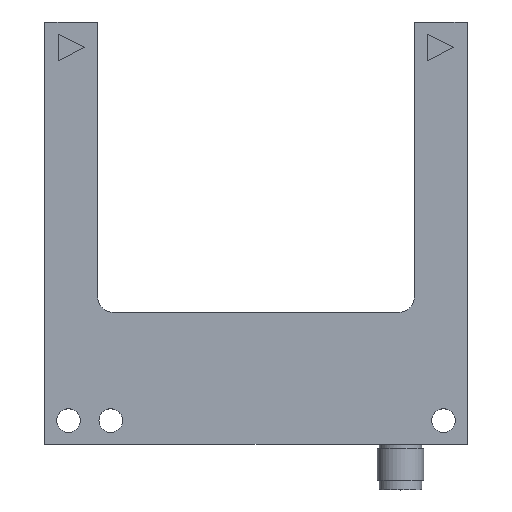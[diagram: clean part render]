
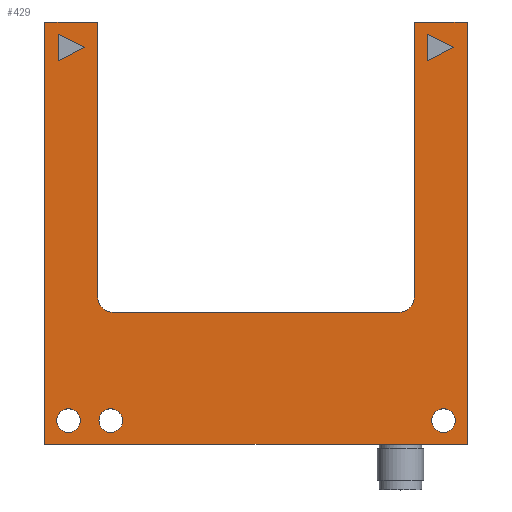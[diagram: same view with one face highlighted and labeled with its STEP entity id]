
A CAD part, top view. The second image highlights one B-rep face of the part: STEP entity #429.
In plain terms, the highlighted planar face has unit normal (0, 0, 1).
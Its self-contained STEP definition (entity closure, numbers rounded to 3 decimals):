
#187=EDGE_CURVE('',#516,#397,#517,.T.);
#199=EDGE_CURVE('',#537,#203,#538,.T.);
#203=VERTEX_POINT('',#546);
#207=EDGE_CURVE('',#397,#516,#551,.T.);
#209=VERTEX_POINT('',#553);
#213=VERTEX_POINT('',#558);
#235=VERTEX_POINT('',#585);
#245=VERTEX_POINT('',#599);
#247=VERTEX_POINT('',#601);
#261=EDGE_CURVE('',#247,#209,#619,.T.);
#263=EDGE_CURVE('',#621,#375,#622,.T.);
#281=EDGE_CURVE('',#235,#647,#648,.T.);
#291=EDGE_CURVE('',#395,#321,#661,.T.);
#293=EDGE_CURVE('',#481,#213,#663,.T.);
#297=EDGE_CURVE('',#647,#349,#668,.T.);
#309=EDGE_CURVE('',#245,#681,#682,.T.);
#321=VERTEX_POINT('',#701);
#325=EDGE_CURVE('',#213,#235,#706,.T.);
#327=EDGE_CURVE('',#203,#537,#708,.T.);
#329=EDGE_CURVE('',#349,#245,#710,.T.);
#331=EDGE_CURVE('',#321,#247,#712,.T.);
#349=VERTEX_POINT('',#734);
#367=EDGE_CURVE('',#375,#621,#754,.T.);
#375=VERTEX_POINT('',#765);
#395=VERTEX_POINT('',#791);
#397=VERTEX_POINT('',#793);
#401=EDGE_CURVE('',#423,#481,#798,.T.);
#423=VERTEX_POINT('',#824);
#429=ADVANCED_FACE('',(#832,#833,#834,#835,#836,#837),#838,.T.);
#439=EDGE_CURVE('',#681,#395,#849,.T.);
#449=EDGE_CURVE('',#209,#423,#862,.T.);
#481=VERTEX_POINT('',#898);
#516=VERTEX_POINT('',#927);
#517=CIRCLE('',#928,2.25);
#537=VERTEX_POINT('',#949);
#538=CIRCLE('',#950,2.25);
#546=CARTESIAN_POINT('',(-29.75,-31.188,5.));
#551=CIRCLE('',#964,2.25);
#553=CARTESIAN_POINT('',(40.0,-35.688,5.));
#558=CARTESIAN_POINT('',(-30.0,44.312,5.0));
#585=CARTESIAN_POINT('',(-30.0,-7.688,5.));
#599=CARTESIAN_POINT('',(27.0,-10.688,5.));
#601=CARTESIAN_POINT('',(40.0,44.312,5.0));
#619=LINE('',#1046,#1047);
#621=VERTEX_POINT('',#1050);
#622=CIRCLE('',#1051,2.25);
#647=VERTEX_POINT('',#1080);
#648=CIRCLE('',#1081,3.0);
#661=LINE('',#1098,#1099);
#663=LINE('',#1102,#1103);
#668=CIRCLE('',#1109,3.0);
#681=VERTEX_POINT('',#1126);
#682=CIRCLE('',#1127,3.0);
#701=CARTESIAN_POINT('',(30.0,44.312,5.0));
#706=LINE('',#1152,#1153);
#708=CIRCLE('',#1156,2.25);
#710=LINE('',#1159,#1160);
#712=LINE('',#1163,#1164);
#734=CARTESIAN_POINT('',(-27.0,-10.688,5.));
#754=CIRCLE('',#1215,2.25);
#765=CARTESIAN_POINT('',(-37.75,-31.188,5.));
#791=CARTESIAN_POINT('',(30.0,-7.688,5.));
#793=CARTESIAN_POINT('',(33.25,-31.188,5.));
#798=LINE('',#1264,#1265);
#824=CARTESIAN_POINT('',(-40.0,-35.688,5.));
#832=FACE_BOUND('',#1309,.T.);
#833=FACE_BOUND('',#1310,.T.);
#834=FACE_OUTER_BOUND('',#1311,.T.);
#835=FACE_BOUND('',#1312,.T.);
#836=FACE_BOUND('',#1313,.T.);
#837=FACE_BOUND('',#1314,.T.);
#838=PLANE('',#1315);
#849=CIRCLE('',#1329,3.0);
#862=LINE('',#1345,#1346);
#898=CARTESIAN_POINT('',(-40.0,44.312,5.0));
#927=CARTESIAN_POINT('',(37.75,-31.188,5.));
#928=AXIS2_PLACEMENT_3D('',#1420,#1421,#1422);
#949=CARTESIAN_POINT('',(-25.25,-31.188,5.));
#950=AXIS2_PLACEMENT_3D('',#1471,#1472,#1473);
#964=AXIS2_PLACEMENT_3D('',#1504,#1505,#1506);
#1046=CARTESIAN_POINT('',(40.0,44.312,5.0));
#1047=VECTOR('',#1601,1.0);
#1050=CARTESIAN_POINT('',(-33.25,-31.188,5.));
#1051=AXIS2_PLACEMENT_3D('',#1602,#1603,#1604);
#1080=CARTESIAN_POINT('',(-29.121,-9.809,5.));
#1081=AXIS2_PLACEMENT_3D('',#1656,#1657,#1658);
#1098=CARTESIAN_POINT('',(30.0,-7.688,5.));
#1099=VECTOR('',#1676,1.0);
#1102=CARTESIAN_POINT('',(-40.0,44.312,5.0));
#1103=VECTOR('',#1677,1.0);
#1109=AXIS2_PLACEMENT_3D('',#1686,#1687,#1688);
#1126=CARTESIAN_POINT('',(29.121,-9.809,5.));
#1127=AXIS2_PLACEMENT_3D('',#1693,#1694,#1695);
#1152=CARTESIAN_POINT('',(-30.0,44.312,5.0));
#1153=VECTOR('',#1741,1.0);
#1156=AXIS2_PLACEMENT_3D('',#1742,#1743,#1744);
#1159=CARTESIAN_POINT('',(-27.0,-10.688,5.));
#1160=VECTOR('',#1745,1.0);
#1163=CARTESIAN_POINT('',(30.0,44.312,5.0));
#1164=VECTOR('',#1746,1.0);
#1215=AXIS2_PLACEMENT_3D('',#1798,#1799,#1800);
#1264=CARTESIAN_POINT('',(-40.0,-35.688,5.));
#1265=VECTOR('',#1866,1.0);
#1309=EDGE_LOOP('',(#1924,#1925,#1926));
#1310=EDGE_LOOP('',(#1927,#1928,#1929));
#1311=EDGE_LOOP('',(#1930,#1931,#1932,#1933,#1934,#1935,#1936,#1937,#1938,#1939,#1940,#1941));
#1312=EDGE_LOOP('',(#1942,#1943));
#1313=EDGE_LOOP('',(#1944,#1945));
#1314=EDGE_LOOP('',(#1946,#1947));
#1315=AXIS2_PLACEMENT_3D('',#1948,#1949,#1950);
#1329=AXIS2_PLACEMENT_3D('',#1958,#1959,#1960);
#1345=CARTESIAN_POINT('',(40.0,-35.688,5.));
#1346=VECTOR('',#1977,1.0);
#1420=CARTESIAN_POINT('',(35.5,-31.188,5.));
#1421=DIRECTION('',(0.0,0.0,-1.0));
#1422=DIRECTION('',(1.0,0.0,0.0));
#1471=CARTESIAN_POINT('',(-27.5,-31.188,5.));
#1472=DIRECTION('',(0.0,0.0,-1.0));
#1473=DIRECTION('',(1.0,0.0,0.0));
#1504=CARTESIAN_POINT('',(35.5,-31.188,5.));
#1505=DIRECTION('',(0.0,0.0,-1.0));
#1506=DIRECTION('',(1.0,0.0,0.0));
#1601=DIRECTION('',(0.0,-1.0,0.0));
#1602=CARTESIAN_POINT('',(-35.5,-31.188,5.));
#1603=DIRECTION('',(0.0,0.0,-1.0));
#1604=DIRECTION('',(1.0,0.0,0.0));
#1656=CARTESIAN_POINT('',(-27.0,-7.688,5.));
#1657=DIRECTION('',(0.,0.0,1.0));
#1658=DIRECTION('',(-0.707,-0.707,0.));
#1676=DIRECTION('',(0.0,1.0,0.0));
#1677=DIRECTION('',(1.0,0.0,0.0));
#1686=CARTESIAN_POINT('',(-27.0,-7.688,5.));
#1687=DIRECTION('',(0.,0.0,1.0));
#1688=DIRECTION('',(-0.707,-0.707,0.));
#1693=CARTESIAN_POINT('',(27.0,-7.688,5.));
#1694=DIRECTION('',(0.,0.0,1.0));
#1695=DIRECTION('',(0.707,-0.707,0.));
#1741=DIRECTION('',(0.0,-1.0,0.0));
#1742=CARTESIAN_POINT('',(-27.5,-31.188,5.));
#1743=DIRECTION('',(0.0,0.0,-1.0));
#1744=DIRECTION('',(1.0,0.0,0.0));
#1745=DIRECTION('',(1.0,0.0,0.0));
#1746=DIRECTION('',(1.0,0.0,0.0));
#1798=CARTESIAN_POINT('',(-35.5,-31.188,5.));
#1799=DIRECTION('',(0.0,0.0,-1.0));
#1800=DIRECTION('',(1.0,0.0,0.0));
#1866=DIRECTION('',(0.0,1.0,0.0));
#1924=ORIENTED_EDGE('',*,*,#2112,.T.);
#1925=ORIENTED_EDGE('',*,*,#2064,.T.);
#1926=ORIENTED_EDGE('',*,*,#2049,.T.);
#1927=ORIENTED_EDGE('',*,*,#2138,.T.);
#1928=ORIENTED_EDGE('',*,*,#2131,.T.);
#1929=ORIENTED_EDGE('',*,*,#2091,.T.);
#1930=ORIENTED_EDGE('',*,*,#401,.F.);
#1931=ORIENTED_EDGE('',*,*,#449,.F.);
#1932=ORIENTED_EDGE('',*,*,#261,.F.);
#1933=ORIENTED_EDGE('',*,*,#331,.F.);
#1934=ORIENTED_EDGE('',*,*,#291,.F.);
#1935=ORIENTED_EDGE('',*,*,#439,.F.);
#1936=ORIENTED_EDGE('',*,*,#309,.F.);
#1937=ORIENTED_EDGE('',*,*,#329,.F.);
#1938=ORIENTED_EDGE('',*,*,#297,.F.);
#1939=ORIENTED_EDGE('',*,*,#281,.F.);
#1940=ORIENTED_EDGE('',*,*,#325,.F.);
#1941=ORIENTED_EDGE('',*,*,#293,.F.);
#1942=ORIENTED_EDGE('',*,*,#207,.T.);
#1943=ORIENTED_EDGE('',*,*,#187,.T.);
#1944=ORIENTED_EDGE('',*,*,#327,.T.);
#1945=ORIENTED_EDGE('',*,*,#199,.T.);
#1946=ORIENTED_EDGE('',*,*,#367,.T.);
#1947=ORIENTED_EDGE('',*,*,#263,.T.);
#1948=CARTESIAN_POINT('',(0.0,-0.097,5.));
#1949=DIRECTION('',(0.0,0.0,1.0));
#1950=DIRECTION('',(1.0,0.0,0.0));
#1958=CARTESIAN_POINT('',(27.0,-7.688,5.));
#1959=DIRECTION('',(0.,0.0,1.0));
#1960=DIRECTION('',(0.707,-0.707,0.));
#1977=DIRECTION('',(-1.0,0.0,0.0));
#2049=EDGE_CURVE('',#2186,#2187,#2188,.T.);
#2064=EDGE_CURVE('',#2207,#2186,#2208,.T.);
#2091=EDGE_CURVE('',#2237,#2238,#2239,.T.);
#2112=EDGE_CURVE('',#2187,#2207,#2272,.T.);
#2131=EDGE_CURVE('',#2291,#2237,#2292,.T.);
#2138=EDGE_CURVE('',#2238,#2291,#2300,.T.);
#2186=VERTEX_POINT('',#2354);
#2187=VERTEX_POINT('',#2355);
#2188=LINE('',#2356,#2357);
#2207=VERTEX_POINT('',#2383);
#2208=LINE('',#2384,#2385);
#2237=VERTEX_POINT('',#2423);
#2238=VERTEX_POINT('',#2424);
#2239=LINE('',#2425,#2426);
#2272=LINE('',#2464,#2465);
#2291=VERTEX_POINT('',#2488);
#2292=LINE('',#2489,#2490);
#2300=LINE('',#2500,#2501);
#2354=CARTESIAN_POINT('',(32.5,37.0,5.0));
#2355=CARTESIAN_POINT('',(32.5,42.0,5.0));
#2356=CARTESIAN_POINT('',(32.5,18.451,5.));
#2357=VECTOR('',#2552,1.0);
#2383=CARTESIAN_POINT('',(37.5,39.5,5.0));
#2384=CARTESIAN_POINT('',(14.581,28.04,5.));
#2385=VECTOR('',#2563,1.0);
#2423=CARTESIAN_POINT('',(-37.5,37.0,5.0));
#2424=CARTESIAN_POINT('',(-37.5,42.0,5.0));
#2425=CARTESIAN_POINT('',(-37.5,18.451,5.));
#2426=VECTOR('',#2579,1.0);
#2464=CARTESIAN_POINT('',(27.919,44.29,5.0));
#2465=VECTOR('',#2618,1.0);
#2488=CARTESIAN_POINT('',(-32.5,39.5,5.0));
#2489=CARTESIAN_POINT('',(-27.419,42.04,5.0));
#2490=VECTOR('',#2632,1.0);
#2500=CARTESIAN_POINT('',(-14.081,30.29,5.));
#2501=VECTOR('',#2635,1.0);
#2552=DIRECTION('',(0.0,1.0,0.0));
#2563=DIRECTION('',(-0.894,-0.447,0.0));
#2579=DIRECTION('',(0.0,1.0,0.0));
#2618=DIRECTION('',(0.894,-0.447,0.0));
#2632=DIRECTION('',(-0.894,-0.447,0.0));
#2635=DIRECTION('',(0.894,-0.447,0.0));
